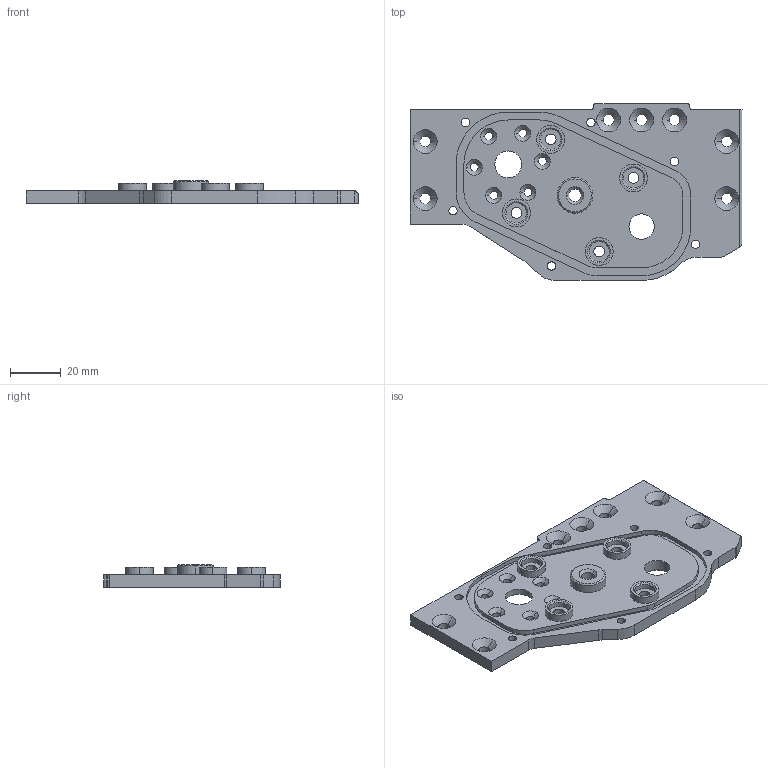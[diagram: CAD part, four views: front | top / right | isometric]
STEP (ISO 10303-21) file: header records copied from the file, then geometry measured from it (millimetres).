
FILE_DESCRIPTION (( 'STEP AP203' ), '1' );
FILE_NAME ('V2_ASV-1.4-USI_0052-A-SUPPORT_MOTORISATION_G.STEP', '2024-09-09T13:05:05', ( '' ), ( '' ), 'SwSTEP 2.0', 'SolidWorks 2016', '' );
FILE_SCHEMA (( 'CONFIG_CONTROL_DESIGN' ));
Length unit declared in the file: millimetre
Products named in the file (1): V2_ASV-1.4-USI_0052-A-SUPPORT_MOTORISATION_G
Bounding box: 130.85 x 69.75 x 9 mm (x, y, z)
Volume: 35056.2 mm3; surface area: 19945.6 mm2
Topology: 1 solids, 1 shells, 175 faces, 443 edges, 282 vertices
Faces by surface type: cylinder 95, cone 40, plane 40
Entity records: 5508 total; most frequent: DIRECTION 1024, CARTESIAN_POINT 904, ORIENTED_EDGE 886, EDGE_CURVE 443, AXIS2_PLACEMENT_3D 406, VERTEX_POINT 282, EDGE_LOOP 239, CIRCLE 230
